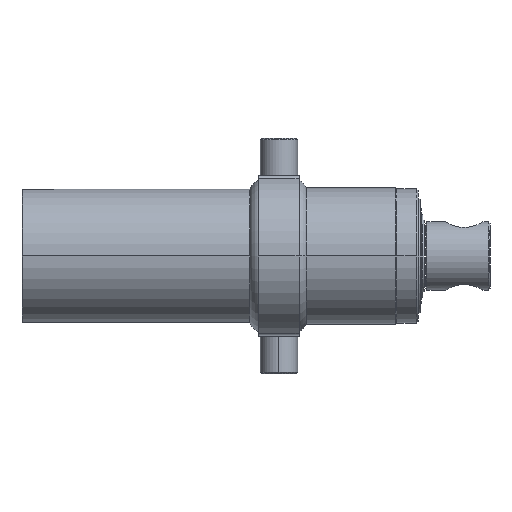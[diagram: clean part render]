
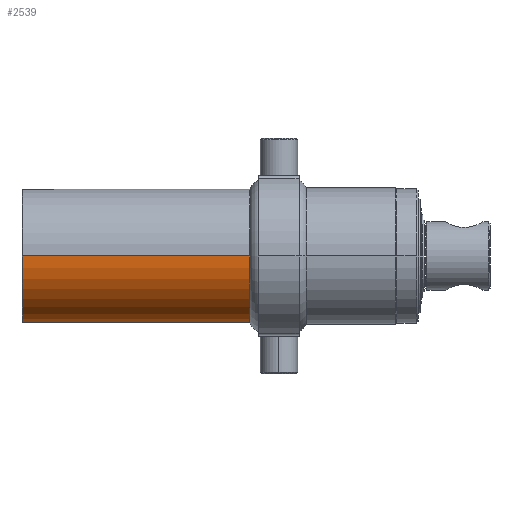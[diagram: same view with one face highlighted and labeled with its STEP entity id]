
A CAD part, left-side view. The second image highlights one B-rep face of the part: STEP entity #2539.
In plain terms, the highlighted cylindrical face has radius 116 mm (diameter 232 mm), a partial arc.
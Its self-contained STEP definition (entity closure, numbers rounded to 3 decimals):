
#261 = CARTESIAN_POINT ( 'NONE',  ( 116., 143., 0. ) ) ;
#378 = FACE_OUTER_BOUND ( 'NONE', #1907, .T. ) ;
#402 = ORIENTED_EDGE ( 'NONE', *, *, #2541, .T. ) ;
#508 = VERTEX_POINT ( 'NONE', #907 ) ;
#893 = ORIENTED_EDGE ( 'NONE', *, *, #1529, .F. ) ;
#907 = CARTESIAN_POINT ( 'NONE',  ( -116., 143., 0. ) ) ;
#927 = CARTESIAN_POINT ( 'NONE',  ( 116., -127.681, 0. ) ) ;
#1080 = CARTESIAN_POINT ( 'NONE',  ( 0., 625., 0. ) ) ;
#1086 = VERTEX_POINT ( 'NONE', #2593 ) ;
#1122 = CYLINDRICAL_SURFACE ( 'NONE', #3906, 116. ) ;
#1180 = VECTOR ( 'NONE', #1812, 1000. ) ;
#1402 = DIRECTION ( 'NONE',  ( -1., 0., 0. ) ) ;
#1463 = CARTESIAN_POINT ( 'NONE',  ( -116., -127.681, 0. ) ) ;
#1529 = EDGE_CURVE ( 'NONE', #1086, #508, #3689, .T. ) ;
#1663 = CARTESIAN_POINT ( 'NONE',  ( 0., 143., 0. ) ) ;
#1812 = DIRECTION ( 'NONE',  ( 0., -1., 0. ) ) ;
#1884 = DIRECTION ( 'NONE',  ( 0., -1., 0. ) ) ;
#1907 = EDGE_LOOP ( 'NONE', ( #3631, #402, #3400, #893 ) ) ;
#1931 = CIRCLE ( 'NONE', #3146, 116. ) ;
#1984 = DIRECTION ( 'NONE',  ( -1., 0., 0. ) ) ;
#2186 = DIRECTION ( 'NONE',  ( -1., 0., 0. ) ) ;
#2253 = EDGE_CURVE ( 'NONE', #508, #3551, #1931, .T. ) ;
#2356 = EDGE_CURVE ( 'NONE', #1086, #3901, #3493, .T. ) ;
#2539 = ADVANCED_FACE ( 'NONE', ( #378 ), #1122, .T. ) ;
#2541 = EDGE_CURVE ( 'NONE', #3901, #3551, #2798, .T. ) ;
#2593 = CARTESIAN_POINT ( 'NONE',  ( -116., 625., 0. ) ) ;
#2798 = LINE ( 'NONE', #927, #3821 ) ;
#3107 = CARTESIAN_POINT ( 'NONE',  ( 0., -127.681, 0. ) ) ;
#3122 = DIRECTION ( 'NONE',  ( 0., -1., 0. ) ) ;
#3146 = AXIS2_PLACEMENT_3D ( 'NONE', #1663, #3840, #1984 ) ;
#3298 = CARTESIAN_POINT ( 'NONE',  ( 116., 625., 0. ) ) ;
#3300 = DIRECTION ( 'NONE',  ( 0., -1., 0. ) ) ;
#3400 = ORIENTED_EDGE ( 'NONE', *, *, #2253, .F. ) ;
#3493 = CIRCLE ( 'NONE', #3981, 116. ) ;
#3551 = VERTEX_POINT ( 'NONE', #261 ) ;
#3631 = ORIENTED_EDGE ( 'NONE', *, *, #2356, .T. ) ;
#3689 = LINE ( 'NONE', #1463, #1180 ) ;
#3821 = VECTOR ( 'NONE', #3122, 1000. ) ;
#3840 = DIRECTION ( 'NONE',  ( 0., -1., 0. ) ) ;
#3901 = VERTEX_POINT ( 'NONE', #3298 ) ;
#3906 = AXIS2_PLACEMENT_3D ( 'NONE', #3107, #1884, #2186 ) ;
#3981 = AXIS2_PLACEMENT_3D ( 'NONE', #1080, #3300, #1402 ) ;
